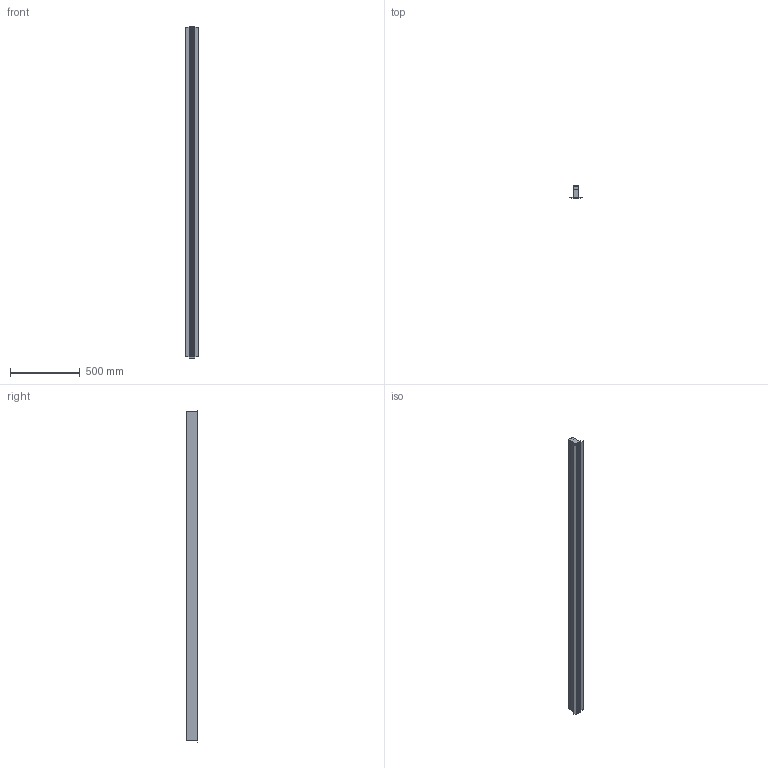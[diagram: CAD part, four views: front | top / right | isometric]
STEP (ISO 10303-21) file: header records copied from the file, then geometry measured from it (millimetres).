
FILE_DESCRIPTION(/* description */ (''),/* implementation_level */ '2;1');
FILE_NAME(/* name */ '10.ipt.stp',/* time_stamp */ '2018-02-23T06:07:28-08:00',/* author */ ('NEGRI'),/* organization */ (''),/* preprocessor_version */ 'ST-DEVELOPER v16.13',/* originating_system */ 'Autodesk Inventor 2018',/* authorisation */ '');
FILE_SCHEMA (('AUTOMOTIVE_DESIGN { 1 0 10303 214 3 1 1 }'));
Length unit declared in the file: metre
Products named in the file (1): 10.x_t
Bounding box: 100.3 x 85 x 2388.5 mm (x, y, z)
Volume: 3064360.1 mm3; surface area: 1764426.9 mm2
Topology: 7 solids, 7 shells, 115 faces, 303 edges, 202 vertices
Faces by surface type: plane 99, cylinder 16
Entity records: 3563 total; most frequent: CARTESIAN_POINT 621, ORIENTED_EDGE 606, DIRECTION 567, EDGE_CURVE 303, LINE 271, VECTOR 271, VERTEX_POINT 202, AXIS2_PLACEMENT_3D 148
